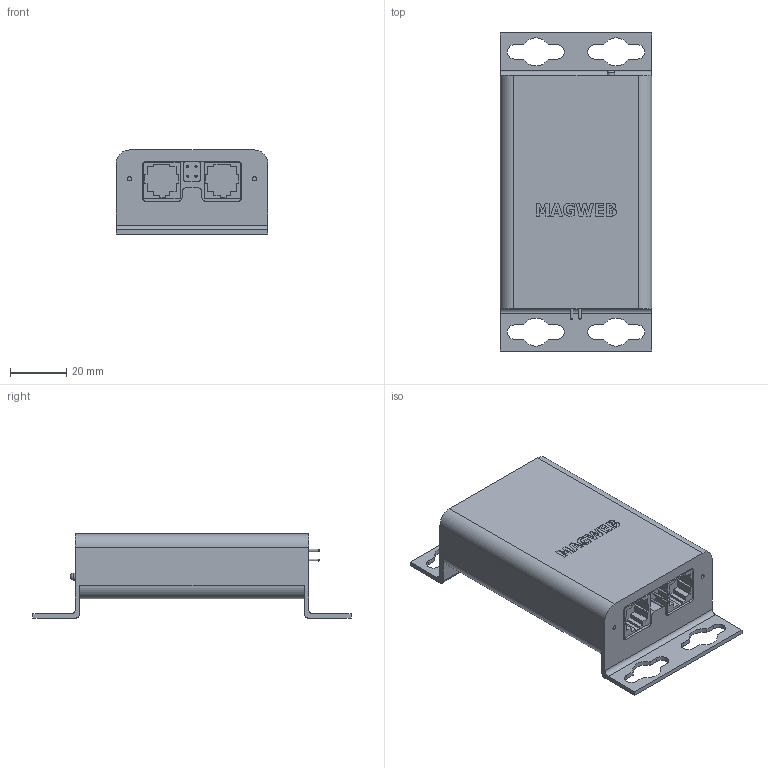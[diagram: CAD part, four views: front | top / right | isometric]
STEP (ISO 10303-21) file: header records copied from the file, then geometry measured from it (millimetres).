
FILE_DESCRIPTION((''),'2;1');
FILE_NAME('ME-MW-E.stp','2012-02-28T13:17:33',('wcummings'),(''),'Autodesk Inventor 2012','Autodesk Inventor 2012','');
FILE_SCHEMA(('AUTOMOTIVE_DESIGN { 1 0 10303 214 1 1 1 1 }'));
Length unit declared in the file: inch
Products named in the file (1): ME-MW-E
Bounding box: 53.98 x 113.33 x 30 mm (x, y, z)
Volume: 101478.2 mm3; surface area: 22040.6 mm2
Topology: 2 solids, 2 shells, 302 faces, 800 edges, 523 vertices
Faces by surface type: plane 209, cylinder 60, bspline 29, sphere 4
Full cylindrical faces by diameter (mm): 0.794 x4, 1.502 x4, 2.546 x1, 3.175 x1
Entity records: 9816 total; most frequent: CARTESIAN_POINT 2210, ORIENTED_EDGE 1564, DIRECTION 1407, EDGE_CURVE 782, VECTOR 609, LINE 609, VERTEX_POINT 521, AXIS2_PLACEMENT_3D 399
